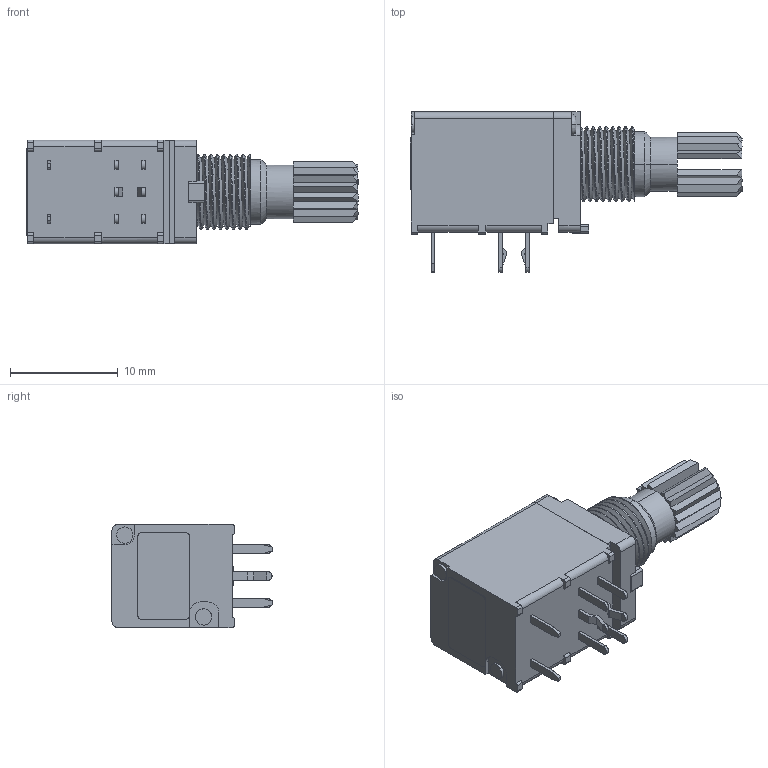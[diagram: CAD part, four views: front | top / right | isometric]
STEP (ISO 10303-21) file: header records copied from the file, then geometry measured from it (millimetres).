
FILE_DESCRIPTION (( 'STEP AP214' ), '1' );
FILE_NAME ('ptr901-2x15k-xxxx.STEP', '2022-11-23T00:40:47', ( '' ), ( '' ), 'SwSTEP 2.0', 'SolidWorks 2022', '' );
FILE_SCHEMA (( 'AUTOMOTIVE_DESIGN' ));
Length unit declared in the file: millimetre
Products named in the file (1): ptr901-2x15k-xxxx
Bounding box: 30.8 x 14.85 x 9.6 mm (x, y, z)
Volume: 2038.2 mm3; surface area: 1608.3 mm2
Topology: 2 solids, 4 shells, 242 faces, 651 edges, 429 vertices
Faces by surface type: plane 151, cylinder 72, bspline 15, cone 4
Entity records: 13523 total; most frequent: CARTESIAN_POINT 7744, ORIENTED_EDGE 1302, DIRECTION 995, EDGE_CURVE 651, VERTEX_POINT 429, LINE 421, VECTOR 421, AXIS2_PLACEMENT_3D 287
